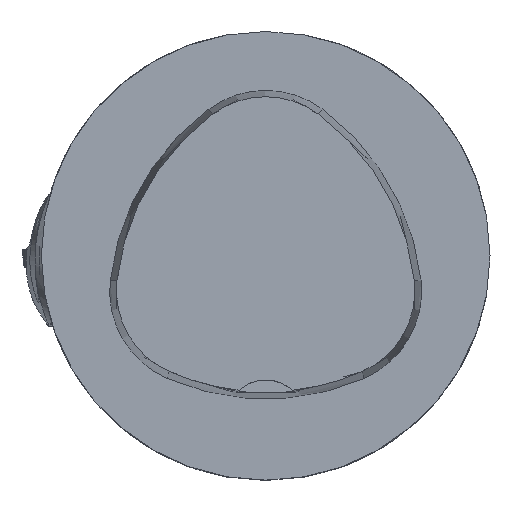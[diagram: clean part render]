
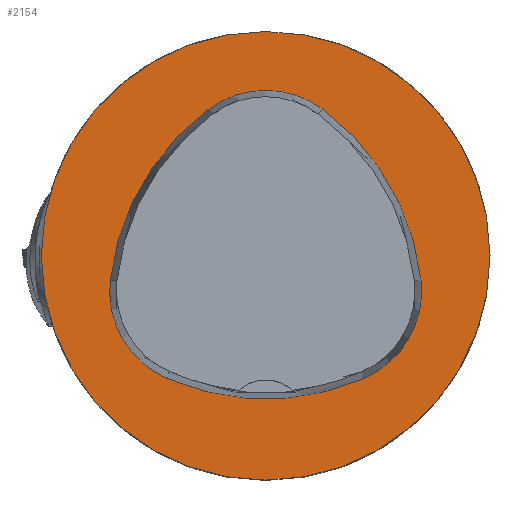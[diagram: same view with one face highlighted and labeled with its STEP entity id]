
A CAD part, top view. The second image highlights one B-rep face of the part: STEP entity #2154.
In plain terms, the highlighted planar face has unit normal (0, 0, 1).
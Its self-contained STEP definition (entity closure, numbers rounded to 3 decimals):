
#2154=ADVANCED_FACE('',(#2650,#2651),#2495,.T.);
#2495=PLANE('',#7174);
#2650=FACE_BOUND('',#2907,.T.);
#2651=FACE_BOUND('',#2908,.T.);
#2907=EDGE_LOOP('',(#4118,#4119,#4120,#4121,#4122,#4123));
#2908=EDGE_LOOP('',(#4124));
#4118=ORIENTED_EDGE('',*,*,#6407,.T.);
#4119=ORIENTED_EDGE('',*,*,#6387,.T.);
#4120=ORIENTED_EDGE('',*,*,#6391,.T.);
#4121=ORIENTED_EDGE('',*,*,#6394,.T.);
#4122=ORIENTED_EDGE('',*,*,#6397,.T.);
#4123=ORIENTED_EDGE('',*,*,#6405,.T.);
#4124=ORIENTED_EDGE('',*,*,#6378,.F.);
#5514=VERTEX_POINT('',#11068);
#5523=VERTEX_POINT('',#11087);
#5524=VERTEX_POINT('',#11088);
#5527=VERTEX_POINT('',#11096);
#5529=VERTEX_POINT('',#11102);
#5531=VERTEX_POINT('',#11108);
#5538=VERTEX_POINT('',#11129);
#6378=EDGE_CURVE('',#5514,#5514,#6713,.T.);
#6387=EDGE_CURVE('',#5523,#5524,#6714,.T.);
#6391=EDGE_CURVE('',#5524,#5527,#6716,.T.);
#6394=EDGE_CURVE('',#5527,#5529,#6718,.T.);
#6397=EDGE_CURVE('',#5529,#5531,#6720,.T.);
#6405=EDGE_CURVE('',#5531,#5538,#6724,.T.);
#6407=EDGE_CURVE('',#5538,#5523,#6726,.T.);
#6713=CIRCLE('',#7146,40.);
#6714=CIRCLE('',#7152,44.);
#6716=CIRCLE('',#7155,17.);
#6718=CIRCLE('',#7158,44.);
#6720=CIRCLE('',#7161,17.);
#6724=CIRCLE('',#7166,44.);
#6726=CIRCLE('',#7169,17.);
#7146=AXIS2_PLACEMENT_3D('',#11067,#8413,#8414);
#7152=AXIS2_PLACEMENT_3D('',#11086,#8429,#8430);
#7155=AXIS2_PLACEMENT_3D('',#11095,#8437,#8438);
#7158=AXIS2_PLACEMENT_3D('',#11101,#8444,#8445);
#7161=AXIS2_PLACEMENT_3D('',#11107,#8451,#8452);
#7166=AXIS2_PLACEMENT_3D('',#11130,#8463,#8464);
#7169=AXIS2_PLACEMENT_3D('',#11133,#8469,#8470);
#7174=AXIS2_PLACEMENT_3D('',#11138,#8479,#8480);
#8413=DIRECTION('',(0.,0.,-1.));
#8414=DIRECTION('',(-1.,0.,0.));
#8429=DIRECTION('',(0.,0.,-1.));
#8430=DIRECTION('',(-1.,0.,0.));
#8437=DIRECTION('',(0.,0.,-1.));
#8438=DIRECTION('',(-1.,0.,0.));
#8444=DIRECTION('',(0.,0.,-1.));
#8445=DIRECTION('',(-1.,0.,0.));
#8451=DIRECTION('',(0.,0.,-1.));
#8452=DIRECTION('',(-1.,0.,0.));
#8463=DIRECTION('',(0.,0.,-1.));
#8464=DIRECTION('',(-1.,0.,0.));
#8469=DIRECTION('',(0.,0.,-1.));
#8470=DIRECTION('',(-1.,0.,0.));
#8479=DIRECTION('',(0.,0.,1.));
#8480=DIRECTION('',(1.,0.,0.));
#11067=CARTESIAN_POINT('',(0.,0.,0.));
#11068=CARTESIAN_POINT('',(-40.,0.,0.));
#11086=CARTESIAN_POINT('',(16.01,-9.224,0.));
#11087=CARTESIAN_POINT('',(-27.722,-4.378,0.));
#11088=CARTESIAN_POINT('',(-10.119,26.178,0.));
#11095=CARTESIAN_POINT('',(-0.023,12.5,0.));
#11096=CARTESIAN_POINT('',(10.049,26.194,0.));
#11101=CARTESIAN_POINT('',(-16.021,-9.25,0.));
#11102=CARTESIAN_POINT('',(27.71,-4.394,0.));
#11107=CARTESIAN_POINT('',(10.814,-6.27,0.));
#11108=CARTESIAN_POINT('',(17.611,-21.852,0.));
#11129=CARTESIAN_POINT('',(-17.652,-21.819,0.));
#11130=CARTESIAN_POINT('',(0.017,18.477,0.));
#11133=CARTESIAN_POINT('',(-10.825,-6.25,0.));
#11138=CARTESIAN_POINT('',(0.,0.,0.));
